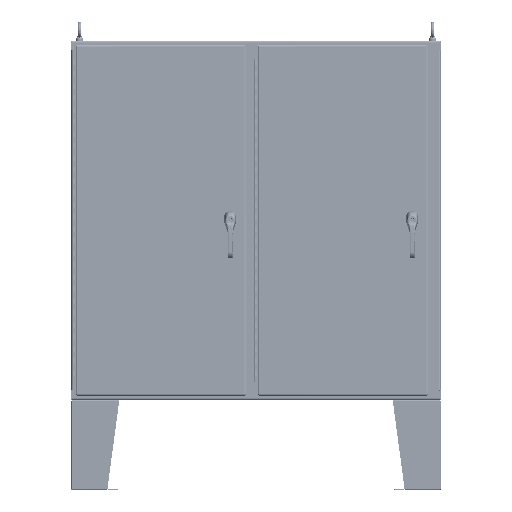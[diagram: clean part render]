
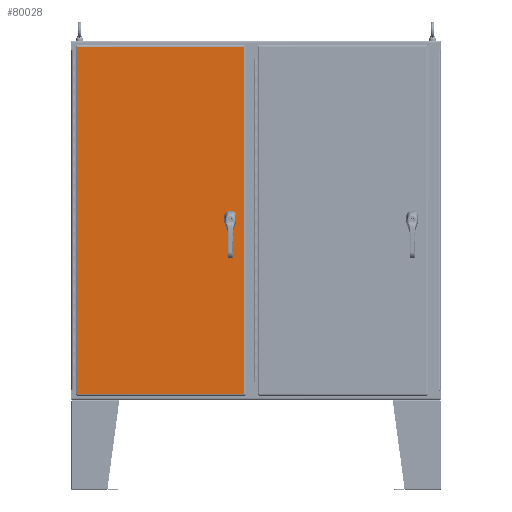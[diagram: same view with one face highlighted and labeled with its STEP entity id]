
A CAD part, top view. The second image highlights one B-rep face of the part: STEP entity #80028.
In plain terms, the highlighted planar face has unit normal (0, 0, 1).
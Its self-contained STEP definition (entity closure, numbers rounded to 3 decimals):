
#4197=FACE_BOUND('',#12855,.T.);
#4198=FACE_BOUND('',#12856,.T.);
#4199=FACE_BOUND('',#12857,.T.);
#4200=FACE_BOUND('',#12858,.T.);
#5069=PLANE('',#88090);
#7981=FACE_OUTER_BOUND('',#12854,.T.);
#12854=EDGE_LOOP('',(#60195,#60196,#60197,#60198));
#12855=EDGE_LOOP('',(#60199));
#12856=EDGE_LOOP('',(#60200));
#12857=EDGE_LOOP('',(#60201));
#12858=EDGE_LOOP('',(#60202,#60203,#60204,#60205,#60206,#60207,#60208,#60209));
#18223=LINE('',#155986,#24138);
#18227=LINE('',#155998,#24142);
#18231=LINE('',#156010,#24146);
#18235=LINE('',#156021,#24150);
#18263=LINE('',#156208,#24178);
#18278=LINE('',#156425,#24193);
#18286=LINE('',#156470,#24201);
#18287=LINE('',#156473,#24202);
#24138=VECTOR('',#102275,0.394);
#24142=VECTOR('',#102287,0.394);
#24146=VECTOR('',#102299,0.394);
#24150=VECTOR('',#102311,0.394);
#24178=VECTOR('',#102357,0.394);
#24193=VECTOR('',#102384,0.394);
#24201=VECTOR('',#102398,0.394);
#24202=VECTOR('',#102403,0.394);
#29462=CIRCLE('',#88047,0.141);
#29464=CIRCLE('',#88050,0.141);
#29466=CIRCLE('',#88053,0.141);
#29468=CIRCLE('',#88056,0.453);
#29470=CIRCLE('',#88060,0.453);
#29472=CIRCLE('',#88064,0.453);
#29474=CIRCLE('',#88068,0.453);
#34917=VERTEX_POINT('',#155958);
#34919=VERTEX_POINT('',#155964);
#34921=VERTEX_POINT('',#155970);
#34923=VERTEX_POINT('',#155976);
#34924=VERTEX_POINT('',#155977);
#34927=VERTEX_POINT('',#155985);
#34929=VERTEX_POINT('',#155991);
#34931=VERTEX_POINT('',#155997);
#34933=VERTEX_POINT('',#156003);
#34935=VERTEX_POINT('',#156009);
#34937=VERTEX_POINT('',#156015);
#34958=VERTEX_POINT('',#156142);
#34962=VERTEX_POINT('',#156197);
#34971=VERTEX_POINT('',#156336);
#34977=VERTEX_POINT('',#156408);
#43929=EDGE_CURVE('',#34917,#34917,#29462,.T.);
#43932=EDGE_CURVE('',#34919,#34919,#29464,.T.);
#43935=EDGE_CURVE('',#34921,#34921,#29466,.T.);
#43938=EDGE_CURVE('',#34923,#34924,#29468,.T.);
#43942=EDGE_CURVE('',#34927,#34923,#18223,.T.);
#43945=EDGE_CURVE('',#34929,#34927,#29470,.T.);
#43948=EDGE_CURVE('',#34931,#34929,#18227,.T.);
#43951=EDGE_CURVE('',#34933,#34931,#29472,.T.);
#43954=EDGE_CURVE('',#34935,#34933,#18231,.T.);
#43957=EDGE_CURVE('',#34937,#34935,#29474,.T.);
#43960=EDGE_CURVE('',#34924,#34937,#18235,.T.);
#43995=EDGE_CURVE('',#34958,#34962,#18263,.T.);
#44021=EDGE_CURVE('',#34977,#34971,#18278,.T.);
#44030=EDGE_CURVE('',#34971,#34958,#18286,.T.);
#44031=EDGE_CURVE('',#34962,#34977,#18287,.T.);
#60195=ORIENTED_EDGE('',*,*,#44030,.T.);
#60196=ORIENTED_EDGE('',*,*,#43995,.T.);
#60197=ORIENTED_EDGE('',*,*,#44031,.T.);
#60198=ORIENTED_EDGE('',*,*,#44021,.T.);
#60199=ORIENTED_EDGE('',*,*,#43929,.T.);
#60200=ORIENTED_EDGE('',*,*,#43932,.T.);
#60201=ORIENTED_EDGE('',*,*,#43935,.T.);
#60202=ORIENTED_EDGE('',*,*,#43938,.T.);
#60203=ORIENTED_EDGE('',*,*,#43960,.T.);
#60204=ORIENTED_EDGE('',*,*,#43957,.T.);
#60205=ORIENTED_EDGE('',*,*,#43954,.T.);
#60206=ORIENTED_EDGE('',*,*,#43951,.T.);
#60207=ORIENTED_EDGE('',*,*,#43948,.T.);
#60208=ORIENTED_EDGE('',*,*,#43945,.T.);
#60209=ORIENTED_EDGE('',*,*,#43942,.T.);
#80028=ADVANCED_FACE('',(#7981,#4197,#4198,#4199,#4200),#5069,.T.);
#88047=AXIS2_PLACEMENT_3D('',#155959,#102246,#102247);
#88050=AXIS2_PLACEMENT_3D('',#155965,#102253,#102254);
#88053=AXIS2_PLACEMENT_3D('',#155971,#102260,#102261);
#88056=AXIS2_PLACEMENT_3D('',#155978,#102267,#102268);
#88060=AXIS2_PLACEMENT_3D('',#155992,#102280,#102281);
#88064=AXIS2_PLACEMENT_3D('',#156004,#102292,#102293);
#88068=AXIS2_PLACEMENT_3D('',#156016,#102304,#102305);
#88090=AXIS2_PLACEMENT_3D('',#156472,#102401,#102402);
#102246=DIRECTION('center_axis',(0.,0.,-1.));
#102247=DIRECTION('ref_axis',(-1.,0.,0.));
#102253=DIRECTION('center_axis',(0.,0.,-1.));
#102254=DIRECTION('ref_axis',(-1.,0.,0.));
#102260=DIRECTION('center_axis',(0.,0.,-1.));
#102261=DIRECTION('ref_axis',(-1.,0.,0.));
#102267=DIRECTION('center_axis',(0.,0.,-1.));
#102268=DIRECTION('ref_axis',(-0.883,-0.469,0.));
#102275=DIRECTION('',(-1.,0.,0.));
#102280=DIRECTION('center_axis',(0.,0.,-1.));
#102281=DIRECTION('ref_axis',(0.469,-0.883,0.));
#102287=DIRECTION('',(0.,-1.,0.));
#102292=DIRECTION('center_axis',(0.,0.,-1.));
#102293=DIRECTION('ref_axis',(0.883,0.469,0.));
#102299=DIRECTION('',(1.,0.,0.));
#102304=DIRECTION('center_axis',(0.,0.,-1.));
#102305=DIRECTION('ref_axis',(-0.469,0.883,0.));
#102311=DIRECTION('',(0.,1.,0.));
#102357=DIRECTION('',(1.,0.,0.));
#102384=DIRECTION('',(-1.,0.,0.));
#102398=DIRECTION('',(0.,-1.,0.));
#102401=DIRECTION('center_axis',(0.,0.,1.));
#102402=DIRECTION('ref_axis',(1.,0.,0.));
#102403=DIRECTION('',(0.,1.,0.));
#155958=CARTESIAN_POINT('',(11.703,-1.377,0.104));
#155959=CARTESIAN_POINT('Origin',(11.563,-1.377,0.104));
#155964=CARTESIAN_POINT('',(11.703,0.885,0.104));
#155965=CARTESIAN_POINT('Origin',(11.563,0.885,0.104));
#155970=CARTESIAN_POINT('',(11.703,-0.885,0.104));
#155971=CARTESIAN_POINT('Origin',(11.563,-0.885,0.104));
#155976=CARTESIAN_POINT('',(11.35,-0.4,0.104));
#155977=CARTESIAN_POINT('',(11.163,-0.213,0.104));
#155978=CARTESIAN_POINT('Origin',(11.563,0.,0.104));
#155985=CARTESIAN_POINT('',(11.775,-0.4,0.104));
#155986=CARTESIAN_POINT('',(5.888,-0.4,0.104));
#155991=CARTESIAN_POINT('',(11.963,-0.213,0.104));
#155992=CARTESIAN_POINT('Origin',(11.563,0.,0.104));
#155997=CARTESIAN_POINT('',(11.963,0.213,0.104));
#155998=CARTESIAN_POINT('',(11.963,0.106,0.104));
#156003=CARTESIAN_POINT('',(11.775,0.4,0.104));
#156004=CARTESIAN_POINT('Origin',(11.563,0.,0.104));
#156009=CARTESIAN_POINT('',(11.35,0.4,0.104));
#156010=CARTESIAN_POINT('',(5.675,0.4,0.104));
#156015=CARTESIAN_POINT('',(11.163,0.213,0.104));
#156016=CARTESIAN_POINT('Origin',(11.563,0.,0.104));
#156021=CARTESIAN_POINT('',(11.163,-0.106,0.104));
#156142=CARTESIAN_POINT('',(-14.005,-29.021,0.104));
#156197=CARTESIAN_POINT('',(13.896,-29.021,0.104));
#156208=CARTESIAN_POINT('',(-7.125,-29.021,0.104));
#156336=CARTESIAN_POINT('',(-14.005,29.021,0.104));
#156408=CARTESIAN_POINT('',(13.896,29.021,0.104));
#156425=CARTESIAN_POINT('',(6.948,29.021,0.104));
#156470=CARTESIAN_POINT('',(-14.005,14.511,0.104));
#156472=CARTESIAN_POINT('Origin',(0.,0.,
0.104));
#156473=CARTESIAN_POINT('',(13.896,-14.511,0.104));
